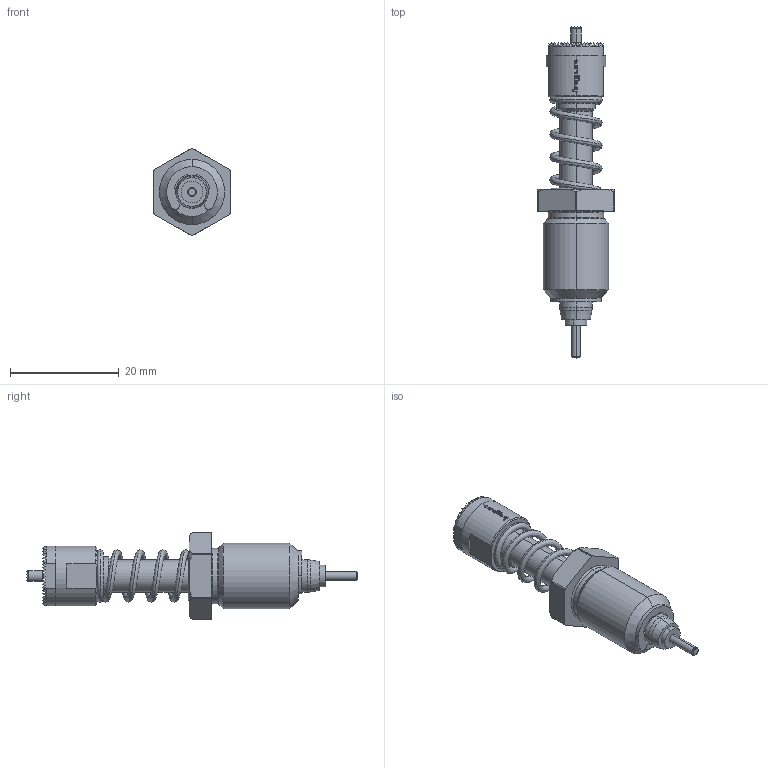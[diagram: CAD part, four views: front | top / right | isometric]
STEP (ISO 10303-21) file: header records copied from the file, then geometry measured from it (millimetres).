
FILE_DESCRIPTION (( 'STEP AP203' ), '1' );
FILE_NAME ('INGUN_BCP-653_360_1100_A_xx04_M-53.STEP', '2025-06-05T09:16:23', ( '' ), ( '' ), 'SwSTEP 2.0', 'SolidWorks 2023', '' );
FILE_SCHEMA (( 'CONFIG_CONTROL_DESIGN' ));
Length unit declared in the file: millimetre
Products named in the file (1): INGUN_BCP-653_360_1100_A_xx04_M-53
Bounding box: 14 x 61 x 16 mm (x, y, z)
Volume: 4025.5 mm3; surface area: 2805.3 mm2
Topology: 1 solids, 1 shells, 1240 faces, 2312 edges, 1080 vertices
Faces by surface type: plane 1102, cylinder 64, cone 35, bspline 27, torus 12
Entity records: 32619 total; most frequent: CARTESIAN_POINT 9731, ORIENTED_EDGE 4624, DIRECTION 4610, EDGE_CURVE 2312, VECTOR 1694, LINE 1694, AXIS2_PLACEMENT_3D 1458, EDGE_LOOP 1252
